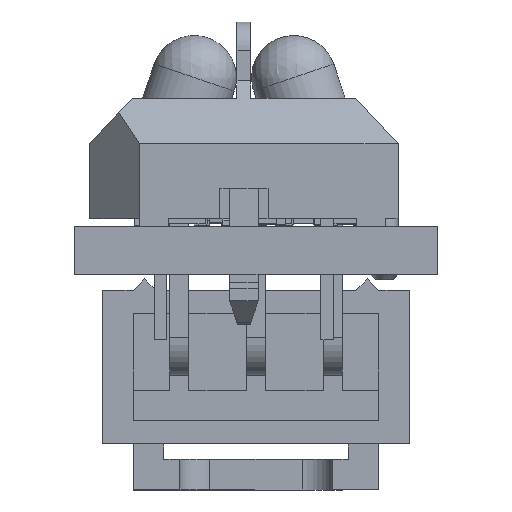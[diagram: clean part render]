
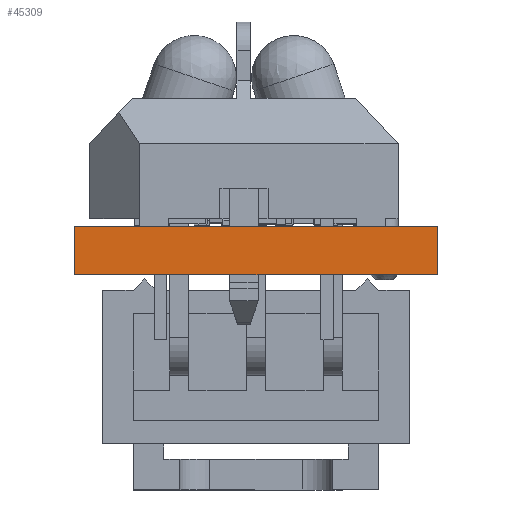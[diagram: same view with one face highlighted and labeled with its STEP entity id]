
A CAD part, left-side view. The second image highlights one B-rep face of the part: STEP entity #45309.
In plain terms, the highlighted planar face has unit normal (-1, 0, 0).
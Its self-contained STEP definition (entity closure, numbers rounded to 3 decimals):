
#45193 = EDGE_CURVE('',#45194,#45196,#45198,.T.);
#45194 = VERTEX_POINT('',#45195);
#45195 = CARTESIAN_POINT('',(-3.,-0.,0.));
#45196 = VERTEX_POINT('',#45197);
#45197 = CARTESIAN_POINT('',(-3.,0.,1.6));
#45198 = SURFACE_CURVE('',#45199,(#45203,#45215),.PCURVE_S1.);
#45199 = LINE('',#45200,#45201);
#45200 = CARTESIAN_POINT('',(-3.,-0.,0.));
#45201 = VECTOR('',#45202,1.);
#45202 = DIRECTION('',(0.,0.,1.));
#45203 = PCURVE('',#45204,#45209);
#45204 = PLANE('',#45205);
#45205 = AXIS2_PLACEMENT_3D('',#45206,#45207,#45208);
#45206 = CARTESIAN_POINT('',(-3.,0.,0.));
#45207 = DIRECTION('',(0.,1.,0.));
#45208 = DIRECTION('',(1.,0.,0.));
#45209 = DEFINITIONAL_REPRESENTATION('',(#45210),#45214);
#45210 = LINE('',#45211,#45212);
#45211 = CARTESIAN_POINT('',(0.,0.));
#45212 = VECTOR('',#45213,1.);
#45213 = DIRECTION('',(0.,-1.));
#45214 = ( GEOMETRIC_REPRESENTATION_CONTEXT(2) 
PARAMETRIC_REPRESENTATION_CONTEXT() REPRESENTATION_CONTEXT('2D SPACE',''
  ) );
#45215 = PCURVE('',#45216,#45221);
#45216 = PLANE('',#45217);
#45217 = AXIS2_PLACEMENT_3D('',#45218,#45219,#45220);
#45218 = CARTESIAN_POINT('',(-3.,12.,0.));
#45219 = DIRECTION('',(1.,0.,-0.));
#45220 = DIRECTION('',(0.,-1.,0.));
#45221 = DEFINITIONAL_REPRESENTATION('',(#45222),#45226);
#45222 = LINE('',#45223,#45224);
#45223 = CARTESIAN_POINT('',(12.,0.));
#45224 = VECTOR('',#45225,1.);
#45225 = DIRECTION('',(0.,-1.));
#45226 = ( GEOMETRIC_REPRESENTATION_CONTEXT(2) 
PARAMETRIC_REPRESENTATION_CONTEXT() REPRESENTATION_CONTEXT('2D SPACE',''
  ) );
#45244 = PLANE('',#45245);
#45245 = AXIS2_PLACEMENT_3D('',#45246,#45247,#45248);
#45246 = CARTESIAN_POINT('',(-3.,0.,1.6));
#45247 = DIRECTION('',(0.,0.,-1.));
#45248 = DIRECTION('',(-1.,0.,-0.));
#45298 = PLANE('',#45299);
#45299 = AXIS2_PLACEMENT_3D('',#45300,#45301,#45302);
#45300 = CARTESIAN_POINT('',(-3.,0.,0.));
#45301 = DIRECTION('',(0.,0.,-1.));
#45302 = DIRECTION('',(-1.,0.,-0.));
#45309 = ADVANCED_FACE('',(#45310),#45216,.F.);
#45310 = FACE_BOUND('',#45311,.F.);
#45311 = EDGE_LOOP('',(#45312,#45342,#45363,#45364));
#45312 = ORIENTED_EDGE('',*,*,#45313,.T.);
#45313 = EDGE_CURVE('',#45314,#45316,#45318,.T.);
#45314 = VERTEX_POINT('',#45315);
#45315 = CARTESIAN_POINT('',(-3.,12.,0.));
#45316 = VERTEX_POINT('',#45317);
#45317 = CARTESIAN_POINT('',(-3.,12.,1.6));
#45318 = SURFACE_CURVE('',#45319,(#45323,#45330),.PCURVE_S1.);
#45319 = LINE('',#45320,#45321);
#45320 = CARTESIAN_POINT('',(-3.,12.,0.));
#45321 = VECTOR('',#45322,1.);
#45322 = DIRECTION('',(0.,0.,1.));
#45323 = PCURVE('',#45216,#45324);
#45324 = DEFINITIONAL_REPRESENTATION('',(#45325),#45329);
#45325 = LINE('',#45326,#45327);
#45326 = CARTESIAN_POINT('',(0.,0.));
#45327 = VECTOR('',#45328,1.);
#45328 = DIRECTION('',(0.,-1.));
#45329 = ( GEOMETRIC_REPRESENTATION_CONTEXT(2) 
PARAMETRIC_REPRESENTATION_CONTEXT() REPRESENTATION_CONTEXT('2D SPACE',''
  ) );
#45330 = PCURVE('',#45331,#45336);
#45331 = PLANE('',#45332);
#45332 = AXIS2_PLACEMENT_3D('',#45333,#45334,#45335);
#45333 = CARTESIAN_POINT('',(39.,12.,0.));
#45334 = DIRECTION('',(0.,-1.,0.));
#45335 = DIRECTION('',(-1.,0.,0.));
#45336 = DEFINITIONAL_REPRESENTATION('',(#45337),#45341);
#45337 = LINE('',#45338,#45339);
#45338 = CARTESIAN_POINT('',(42.,0.));
#45339 = VECTOR('',#45340,1.);
#45340 = DIRECTION('',(0.,-1.));
#45341 = ( GEOMETRIC_REPRESENTATION_CONTEXT(2) 
PARAMETRIC_REPRESENTATION_CONTEXT() REPRESENTATION_CONTEXT('2D SPACE',''
  ) );
#45342 = ORIENTED_EDGE('',*,*,#45343,.T.);
#45343 = EDGE_CURVE('',#45316,#45196,#45344,.T.);
#45344 = SURFACE_CURVE('',#45345,(#45349,#45356),.PCURVE_S1.);
#45345 = LINE('',#45346,#45347);
#45346 = CARTESIAN_POINT('',(-3.,12.,1.6));
#45347 = VECTOR('',#45348,1.);
#45348 = DIRECTION('',(0.,-1.,0.));
#45349 = PCURVE('',#45216,#45350);
#45350 = DEFINITIONAL_REPRESENTATION('',(#45351),#45355);
#45351 = LINE('',#45352,#45353);
#45352 = CARTESIAN_POINT('',(0.,-1.6));
#45353 = VECTOR('',#45354,1.);
#45354 = DIRECTION('',(1.,0.));
#45355 = ( GEOMETRIC_REPRESENTATION_CONTEXT(2) 
PARAMETRIC_REPRESENTATION_CONTEXT() REPRESENTATION_CONTEXT('2D SPACE',''
  ) );
#45356 = PCURVE('',#45244,#45357);
#45357 = DEFINITIONAL_REPRESENTATION('',(#45358),#45362);
#45358 = LINE('',#45359,#45360);
#45359 = CARTESIAN_POINT('',(0.,12.));
#45360 = VECTOR('',#45361,1.);
#45361 = DIRECTION('',(-0.,-1.));
#45362 = ( GEOMETRIC_REPRESENTATION_CONTEXT(2) 
PARAMETRIC_REPRESENTATION_CONTEXT() REPRESENTATION_CONTEXT('2D SPACE',''
  ) );
#45363 = ORIENTED_EDGE('',*,*,#45193,.F.);
#45364 = ORIENTED_EDGE('',*,*,#45365,.F.);
#45365 = EDGE_CURVE('',#45314,#45194,#45366,.T.);
#45366 = SURFACE_CURVE('',#45367,(#45371,#45378),.PCURVE_S1.);
#45367 = LINE('',#45368,#45369);
#45368 = CARTESIAN_POINT('',(-3.,12.,0.));
#45369 = VECTOR('',#45370,1.);
#45370 = DIRECTION('',(0.,-1.,0.));
#45371 = PCURVE('',#45216,#45372);
#45372 = DEFINITIONAL_REPRESENTATION('',(#45373),#45377);
#45373 = LINE('',#45374,#45375);
#45374 = CARTESIAN_POINT('',(0.,0.));
#45375 = VECTOR('',#45376,1.);
#45376 = DIRECTION('',(1.,0.));
#45377 = ( GEOMETRIC_REPRESENTATION_CONTEXT(2) 
PARAMETRIC_REPRESENTATION_CONTEXT() REPRESENTATION_CONTEXT('2D SPACE',''
  ) );
#45378 = PCURVE('',#45298,#45379);
#45379 = DEFINITIONAL_REPRESENTATION('',(#45380),#45384);
#45380 = LINE('',#45381,#45382);
#45381 = CARTESIAN_POINT('',(0.,12.));
#45382 = VECTOR('',#45383,1.);
#45383 = DIRECTION('',(-0.,-1.));
#45384 = ( GEOMETRIC_REPRESENTATION_CONTEXT(2) 
PARAMETRIC_REPRESENTATION_CONTEXT() REPRESENTATION_CONTEXT('2D SPACE',''
  ) );
